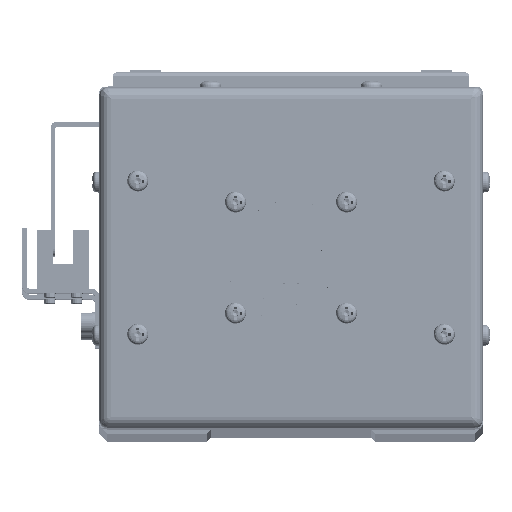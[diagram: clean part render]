
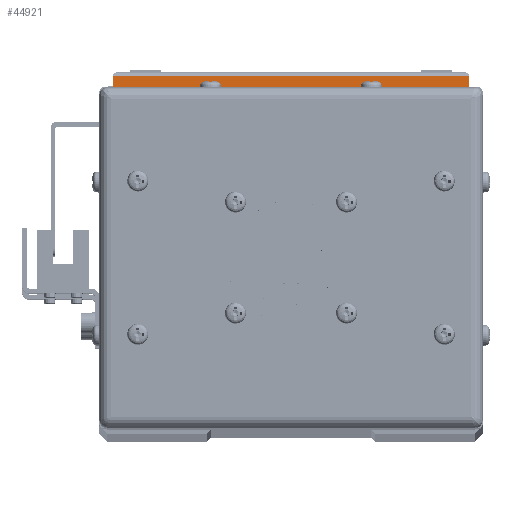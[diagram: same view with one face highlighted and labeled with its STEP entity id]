
A CAD part, top view. The second image highlights one B-rep face of the part: STEP entity #44921.
In plain terms, the highlighted face is planar.
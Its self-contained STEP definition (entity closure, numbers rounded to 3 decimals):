
#1014 = AXIS2_PLACEMENT_3D ( 'NONE', #117764, #78635, #118164 ) ;
#1104 = ORIENTED_EDGE ( 'NONE', *, *, #41854, .T. ) ;
#3988 = VECTOR ( 'NONE', #95690, 1000. ) ;
#7088 = LINE ( 'NONE', #46745, #3988 ) ;
#10135 = VERTEX_POINT ( 'NONE', #65746 ) ;
#20349 = VECTOR ( 'NONE', #61690, 1000. ) ;
#30870 = VECTOR ( 'NONE', #38039, 1000. ) ;
#36358 = EDGE_CURVE ( 'NONE', #81675, #124928, #98697, .T. ) ;
#38039 = DIRECTION ( 'NONE',  ( 0., -1., 0. ) ) ;
#38936 = FACE_OUTER_BOUND ( 'NONE', #110887, .T. ) ;
#39715 = CARTESIAN_POINT ( 'NONE',  ( 73., 5.75, 46.5 ) ) ;
#41583 = DIRECTION ( 'NONE',  ( 0., -1., 0. ) ) ;
#41593 = VECTOR ( 'NONE', #41583, 1000. ) ;
#41854 = EDGE_CURVE ( 'NONE', #10135, #102676, #7088, .T. ) ;
#44921 = ADVANCED_FACE ( 'NONE', ( #38936 ), #108326, .F. ) ;
#45928 = CARTESIAN_POINT ( 'NONE',  ( 73., -6.75, -46.5 ) ) ;
#46745 = CARTESIAN_POINT ( 'NONE',  ( 73., 5.75, 46.5 ) ) ;
#51479 = ORIENTED_EDGE ( 'NONE', *, *, #36358, .T. ) ;
#53974 = CARTESIAN_POINT ( 'NONE',  ( 73., -6.75, 46.5 ) ) ;
#54171 = ORIENTED_EDGE ( 'NONE', *, *, #104312, .T. ) ;
#54993 = EDGE_CURVE ( 'NONE', #10135, #124928, #86106, .T. ) ;
#60254 = ORIENTED_EDGE ( 'NONE', *, *, #54993, .F. ) ;
#61690 = DIRECTION ( 'NONE',  ( 0., 0., -1. ) ) ;
#65746 = CARTESIAN_POINT ( 'NONE',  ( 73., 5.75, -46.5 ) ) ;
#78635 = DIRECTION ( 'NONE',  ( -1., 0., 0. ) ) ;
#80697 = CARTESIAN_POINT ( 'NONE',  ( 73., 6.75, 46.5 ) ) ;
#81464 = CARTESIAN_POINT ( 'NONE',  ( 73., -6.75, 46.5 ) ) ;
#81675 = VERTEX_POINT ( 'NONE', #53974 ) ;
#86106 = LINE ( 'NONE', #106803, #30870 ) ;
#95690 = DIRECTION ( 'NONE',  ( 0., 0., 1. ) ) ;
#96902 = LINE ( 'NONE', #80697, #41593 ) ;
#98697 = LINE ( 'NONE', #81464, #20349 ) ;
#102676 = VERTEX_POINT ( 'NONE', #39715 ) ;
#104312 = EDGE_CURVE ( 'NONE', #102676, #81675, #96902, .T. ) ;
#106803 = CARTESIAN_POINT ( 'NONE',  ( 73., 6.75, -46.5 ) ) ;
#108326 = PLANE ( 'NONE',  #1014 ) ;
#110887 = EDGE_LOOP ( 'NONE', ( #60254, #1104, #54171, #51479 ) ) ;
#117764 = CARTESIAN_POINT ( 'NONE',  ( 73., 6.75, 46.5 ) ) ;
#118164 = DIRECTION ( 'NONE',  ( 0., 0., 1. ) ) ;
#124928 = VERTEX_POINT ( 'NONE', #45928 ) ;
